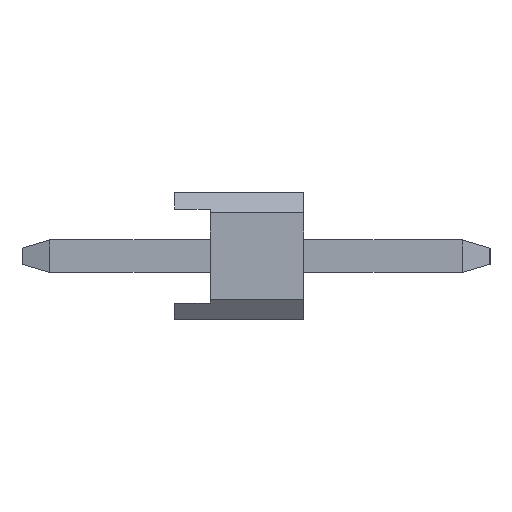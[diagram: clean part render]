
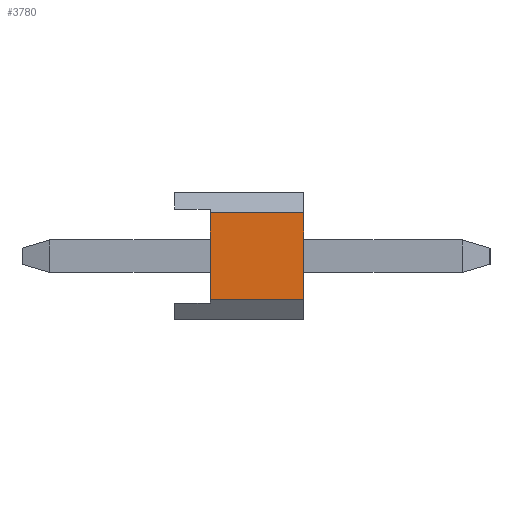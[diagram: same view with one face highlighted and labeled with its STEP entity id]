
A CAD part, left-side view. The second image highlights one B-rep face of the part: STEP entity #3780.
In plain terms, the highlighted planar face has unit normal (-1, 0, 0).
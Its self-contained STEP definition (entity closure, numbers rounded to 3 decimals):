
#1916=VERTEX_POINT('',#5614);
#2006=VERTEX_POINT('',#5715);
#2108=EDGE_CURVE('',#3934,#2006,#5831,.T.);
#2542=VERTEX_POINT('',#6319);
#3068=EDGE_CURVE('',#1916,#2542,#6891,.T.);
#3780=ADVANCED_FACE('',(#7665),#7666,.T.);
#3934=VERTEX_POINT('',#7835);
#4062=EDGE_CURVE('',#2006,#1916,#7979,.T.);
#5488=EDGE_CURVE('',#3934,#2542,#9563,.T.);
#5614=CARTESIAN_POINT('',(-15.14,-2.54,-0.851));
#5715=CARTESIAN_POINT('',(-15.14,-0.7,-0.851));
#5831=LINE('',#9997,#9998);
#6319=CARTESIAN_POINT('',(-15.14,-2.54,0.851));
#6891=LINE('',#11549,#11550);
#7665=FACE_OUTER_BOUND('',#12670,.T.);
#7666=PLANE('',#12671);
#7835=CARTESIAN_POINT('',(-15.14,-0.7,0.851));
#7979=LINE('',#13115,#13116);
#9563=LINE('',#15415,#15416);
#9997=CARTESIAN_POINT('',(-15.14,-0.7,-0.426));
#9998=VECTOR('',#15789,1.0);
#11549=CARTESIAN_POINT('',(-15.14,-2.54,0.851));
#11550=VECTOR('',#16897,1.0);
#12670=EDGE_LOOP('',(#17586,#17587,#17588,#17589));
#12671=AXIS2_PLACEMENT_3D('',#17590,#17591,#17592);
#13115=CARTESIAN_POINT('',(-15.14,0.,-0.851));
#13116=VECTOR('',#17912,1.0);
#15415=CARTESIAN_POINT('',(-15.14,0.,0.851));
#15416=VECTOR('',#19622,1.0);
#15789=DIRECTION('',(0.0,0.,-1.0));
#16897=DIRECTION('',(0.0,0.,1.0));
#17586=ORIENTED_EDGE('',*,*,#2108,.T.);
#17587=ORIENTED_EDGE('',*,*,#4062,.T.);
#17588=ORIENTED_EDGE('',*,*,#3068,.T.);
#17589=ORIENTED_EDGE('',*,*,#5488,.F.);
#17590=CARTESIAN_POINT('',(-15.14,0.,-0.851));
#17591=DIRECTION('',(-1.0,0.0,0.0));
#17592=DIRECTION('',(0.0,0.,-1.0));
#17912=DIRECTION('',(0.0,-1.0,0.));
#19622=DIRECTION('',(0.0,-1.0,0.));
